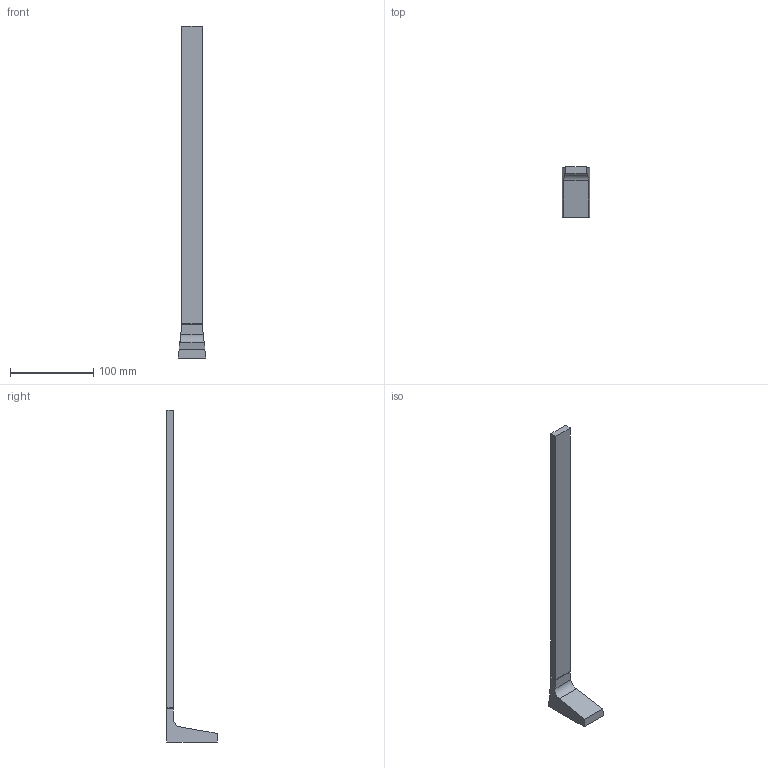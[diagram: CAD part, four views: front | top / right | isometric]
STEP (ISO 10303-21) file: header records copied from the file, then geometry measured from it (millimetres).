
FILE_DESCRIPTION (( 'STEP AP203' ), '1' );
FILE_NAME ('83211705-00.STEP', '2018-07-04T05:55:56', ( '' ), ( '' ), 'SwSTEP 2.0', 'SolidWorks 2017', '' );
FILE_SCHEMA (( 'CONFIG_CONTROL_DESIGN' ));
Length unit declared in the file: millimetre
Products named in the file (2): 83211705-00; Planungsmodell_Handtuchhalter-+-83.211.705-01_K1
Assembly tree (1 placements, depth 2):
  83211705-00
    Planungsmodell_Handtuchhalter-+-83.211.705-01_K1
Bounding box: 33 x 60.6 x 400 mm (x, y, z)
Volume: 106100.9 mm3; surface area: 31853.7 mm2
Topology: 1 solids, 1 shells, 19 faces, 45 edges, 30 vertices
Faces by surface type: plane 18, cylinder 1
Entity records: 735 total; most frequent: CARTESIAN_POINT 104, ORIENTED_EDGE 90, DIRECTION 89, EDGE_CURVE 45, VECTOR 43, LINE 43, VERTEX_POINT 30, AXIS2_PLACEMENT_3D 23
